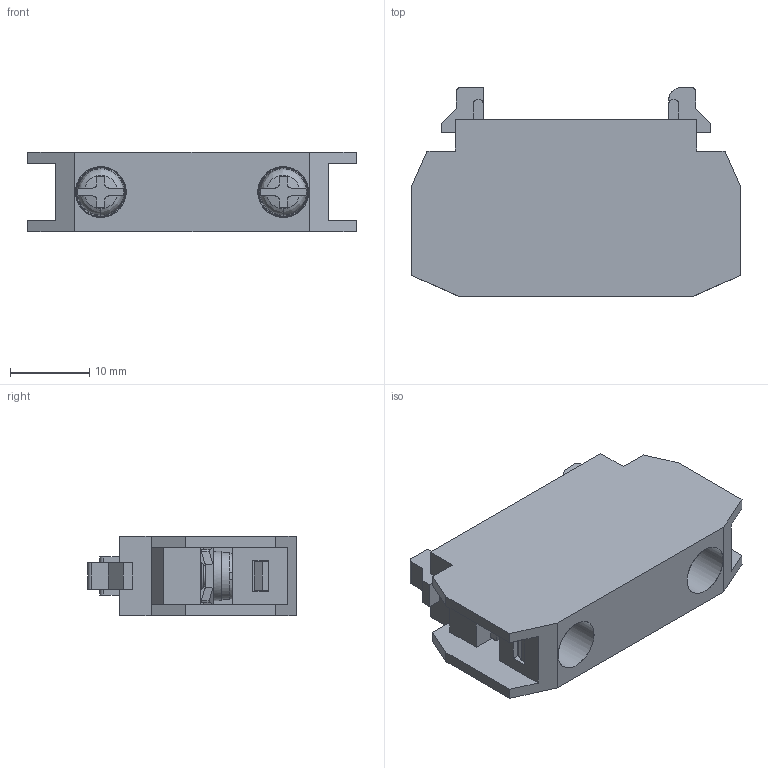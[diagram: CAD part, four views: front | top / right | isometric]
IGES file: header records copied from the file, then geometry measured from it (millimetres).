
Start section: SolidWorks IGES file using analytic representation for surfaces
Global section: file name: 414_CW-EAQ#.IGS; native system: SolidWorks 2019; preprocessor: SolidWorks 2019; author: 1003660; date: 211109.113602; units: millimetre
Bounding box: 41.4 x 26.3 x 10 mm (x, y, z)
Surface area: 4237.9 mm2 (no closed solid volume)
Topology: 0 solids, 0 shells, 209 faces, 1590 edges, 1576 vertices
Faces by surface type: bspline 168, revolution 41
